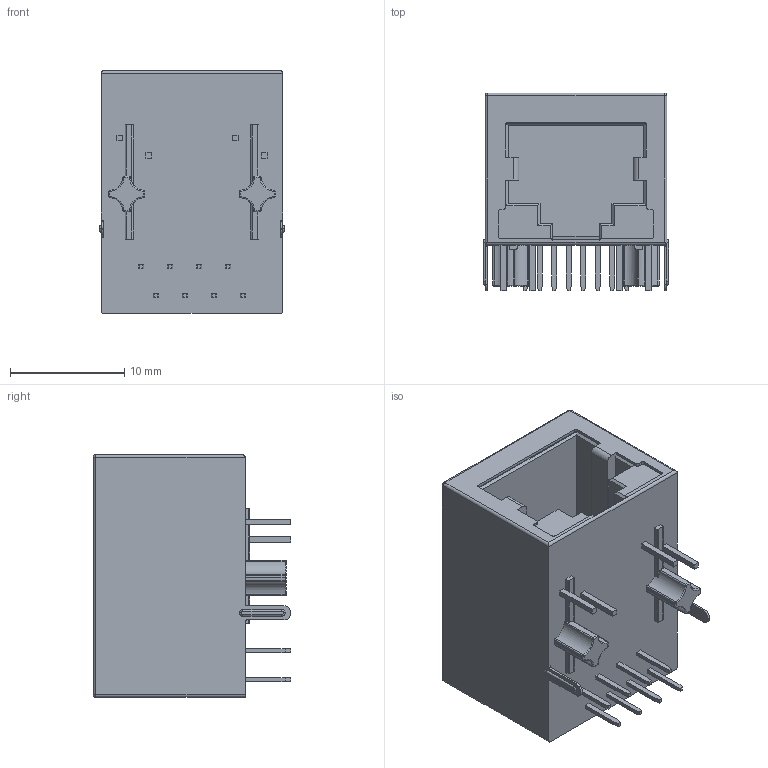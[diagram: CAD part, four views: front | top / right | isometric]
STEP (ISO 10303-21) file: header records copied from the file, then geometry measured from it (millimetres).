
FILE_DESCRIPTION (( 'STEP AP214' ), '1' );
FILE_NAME ('TMJ4011BBNL.STEP', '2022-11-04T10:33:17', ( '' ), ( '' ), 'SwSTEP 2.0', 'SolidWorks 2022', '' );
FILE_SCHEMA (( 'AUTOMOTIVE_DESIGN' ));
Length unit declared in the file: millimetre
Products named in the file (1): TMJ4011BBNL
Bounding box: 16.23 x 17.3 x 21.25 mm (x, y, z)
Volume: 3631.7 mm3; surface area: 2297.2 mm2
Topology: 1 solids, 1 shells, 637 faces, 1681 edges, 1082 vertices
Faces by surface type: plane 396, bspline 126, cylinder 79, sphere 20, torus 16
Entity records: 28474 total; most frequent: CARTESIAN_POINT 10223, ORIENTED_EDGE 3322, DIRECTION 2649, EDGE_CURVE 1661, LINE 1189, VECTOR 1189, VERTEX_POINT 1082, AXIS2_PLACEMENT_3D 730
